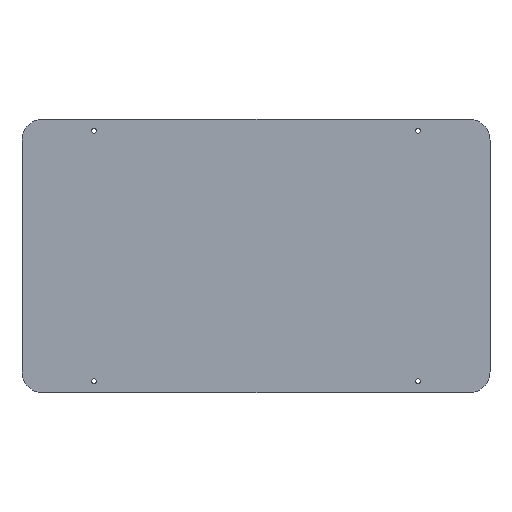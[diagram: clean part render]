
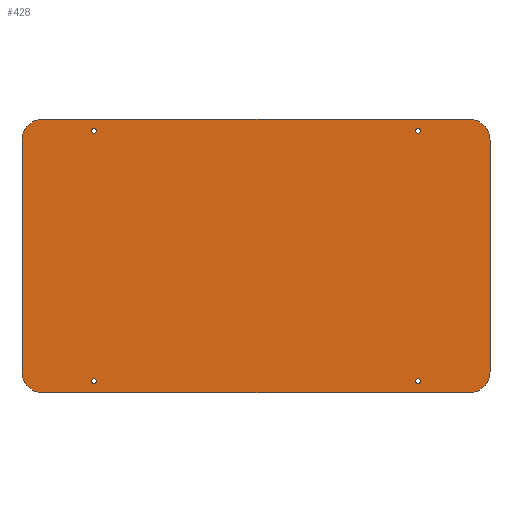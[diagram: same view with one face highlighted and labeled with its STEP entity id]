
A CAD part, front view. The second image highlights one B-rep face of the part: STEP entity #428.
In plain terms, the highlighted planar face has unit normal (0, -1, 0).
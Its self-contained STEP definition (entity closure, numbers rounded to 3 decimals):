
#25 = VERTEX_POINT ( 'NONE', #985 ) ;
#28 = VERTEX_POINT ( 'NONE', #980 ) ;
#29 = VERTEX_POINT ( 'NONE', #979 ) ;
#57 = VERTEX_POINT ( 'NONE', #959 ) ;
#59 = VERTEX_POINT ( 'NONE', #958 ) ;
#61 = VERTEX_POINT ( 'NONE', #957 ) ;
#63 = VERTEX_POINT ( 'NONE', #956 ) ;
#67 = VERTEX_POINT ( 'NONE', #952 ) ;
#69 = VERTEX_POINT ( 'NONE', #950 ) ;
#73 = VERTEX_POINT ( 'NONE', #946 ) ;
#75 = VERTEX_POINT ( 'NONE', #944 ) ;
#79 = VERTEX_POINT ( 'NONE', #940 ) ;
#80 = VERTEX_POINT ( 'NONE', #939 ) ;
#81 = VERTEX_POINT ( 'NONE', #938 ) ;
#82 = VERTEX_POINT ( 'NONE', #937 ) ;
#105 = ORIENTED_EDGE ( 'NONE', *, *, #463, .T. ) ;
#106 = ORIENTED_EDGE ( 'NONE', *, *, #445, .T. ) ;
#107 = ORIENTED_EDGE ( 'NONE', *, *, #465, .T. ) ;
#108 = ORIENTED_EDGE ( 'NONE', *, *, #988, .T. ) ;
#109 = ORIENTED_EDGE ( 'NONE', *, *, #466, .T. ) ;
#135 = ORIENTED_EDGE ( 'NONE', *, *, #464, .T. ) ;
#140 = ORIENTED_EDGE ( 'NONE', *, *, #460, .T. ) ;
#141 = ORIENTED_EDGE ( 'NONE', *, *, #603, .T. ) ;
#142 = ORIENTED_EDGE ( 'NONE', *, *, #579, .F. ) ;
#143 = ORIENTED_EDGE ( 'NONE', *, *, #467, .T. ) ;
#144 = ORIENTED_EDGE ( 'NONE', *, *, #600, .F. ) ;
#145 = ORIENTED_EDGE ( 'NONE', *, *, #468, .T. ) ;
#146 = ORIENTED_EDGE ( 'NONE', *, *, #591, .F. ) ;
#147 = ORIENTED_EDGE ( 'NONE', *, *, #470, .T. ) ;
#148 = ORIENTED_EDGE ( 'NONE', *, *, #576, .F. ) ;
#149 = ORIENTED_EDGE ( 'NONE', *, *, #469, .T. ) ;
#178 = VERTEX_POINT ( 'NONE', #932 ) ;
#188 = EDGE_LOOP ( 'NONE', ( #105, #106 ) ) ;
#197 = EDGE_LOOP ( 'NONE', ( #142, #143, #144, #145, #146, #147, #148, #149 ) ) ;
#200 = EDGE_LOOP ( 'NONE', ( #109, #141 ) ) ;
#224 = EDGE_LOOP ( 'NONE', ( #107, #108 ) ) ;
#225 = EDGE_LOOP ( 'NONE', ( #135, #140 ) ) ;
#281 = FACE_BOUND ( 'NONE', #225, .T. ) ;
#282 = FACE_BOUND ( 'NONE', #224, .T. ) ;
#283 = FACE_OUTER_BOUND ( 'NONE', #197, .T. ) ;
#284 = FACE_BOUND ( 'NONE', #200, .T. ) ;
#285 = FACE_BOUND ( 'NONE', #188, .T. ) ;
#323 = CIRCLE ( 'NONE', #535, 1.7 ) ;
#341 = CIRCLE ( 'NONE', #542, 1.7 ) ;
#342 = CIRCLE ( 'NONE', #543, 1.7 ) ;
#344 = CIRCLE ( 'NONE', #547, 1.7 ) ;
#346 = CIRCLE ( 'NONE', #544, 1.7 ) ;
#347 = CIRCLE ( 'NONE', #546, 1.7 ) ;
#348 = CIRCLE ( 'NONE', #548, 14.5 ) ;
#349 = CIRCLE ( 'NONE', #549, 14.5 ) ;
#351 = CIRCLE ( 'NONE', #550, 14.5 ) ;
#352 = CIRCLE ( 'NONE', #545, 14.5 ) ;
#353 = LINE ( 'NONE', #711, #355 ) ;
#355 = VECTOR ( 'NONE', #710, 1000. ) ;
#356 = LINE ( 'NONE', #701, #361 ) ;
#361 = VECTOR ( 'NONE', #697, 1000. ) ;
#377 = LINE ( 'NONE', #670, #380 ) ;
#380 = VECTOR ( 'NONE', #669, 1000. ) ;
#390 = CIRCLE ( 'NONE', #559, 1.7 ) ;
#392 = LINE ( 'NONE', #648, #395 ) ;
#395 = VECTOR ( 'NONE', #647, 1000. ) ;
#406 = CIRCLE ( 'NONE', #563, 1.7 ) ;
#428 = ADVANCED_FACE ( 'NONE', ( #281, #285, #282, #284, #283 ), #836, .F. ) ;
#445 = EDGE_CURVE ( 'NONE', #59, #63, #323, .T. ) ;
#460 = EDGE_CURVE ( 'NONE', #178, #57, #341, .T. ) ;
#463 = EDGE_CURVE ( 'NONE', #63, #59, #342, .T. ) ;
#464 = EDGE_CURVE ( 'NONE', #57, #178, #346, .T. ) ;
#465 = EDGE_CURVE ( 'NONE', #69, #61, #347, .T. ) ;
#466 = EDGE_CURVE ( 'NONE', #75, #67, #344, .T. ) ;
#467 = EDGE_CURVE ( 'NONE', #80, #29, #348, .T. ) ;
#468 = EDGE_CURVE ( 'NONE', #28, #25, #349, .T. ) ;
#469 = EDGE_CURVE ( 'NONE', #73, #81, #351, .T. ) ;
#470 = EDGE_CURVE ( 'NONE', #82, #79, #352, .T. ) ;
#504 = AXIS2_PLACEMENT_3D ( 'NONE', #828, #827, #826 ) ;
#535 = AXIS2_PLACEMENT_3D ( 'NONE', #762, #761, #760 ) ;
#542 = AXIS2_PLACEMENT_3D ( 'NONE', #735, #734, #733 ) ;
#543 = AXIS2_PLACEMENT_3D ( 'NONE', #729, #728, #727 ) ;
#544 = AXIS2_PLACEMENT_3D ( 'NONE', #726, #725, #724 ) ;
#545 = AXIS2_PLACEMENT_3D ( 'NONE', #704, #703, #702 ) ;
#546 = AXIS2_PLACEMENT_3D ( 'NONE', #723, #722, #721 ) ;
#547 = AXIS2_PLACEMENT_3D ( 'NONE', #720, #719, #718 ) ;
#548 = AXIS2_PLACEMENT_3D ( 'NONE', #717, #716, #715 ) ;
#549 = AXIS2_PLACEMENT_3D ( 'NONE', #714, #713, #712 ) ;
#550 = AXIS2_PLACEMENT_3D ( 'NONE', #709, #708, #707 ) ;
#559 = AXIS2_PLACEMENT_3D ( 'NONE', #639, #638, #637 ) ;
#563 = AXIS2_PLACEMENT_3D ( 'NONE', #626, #625, #624 ) ;
#576 = EDGE_CURVE ( 'NONE', #73, #79, #353, .T. ) ;
#579 = EDGE_CURVE ( 'NONE', #80, #81, #356, .T. ) ;
#591 = EDGE_CURVE ( 'NONE', #82, #25, #377, .T. ) ;
#600 = EDGE_CURVE ( 'NONE', #28, #29, #392, .T. ) ;
#603 = EDGE_CURVE ( 'NONE', #67, #75, #390, .T. ) ;
#624 = DIRECTION ( 'NONE',  ( 0., 0., 1. ) ) ;
#625 = DIRECTION ( 'NONE',  ( 0., 1., 0. ) ) ;
#626 = CARTESIAN_POINT ( 'NONE',  ( 112.5, 0., 87. ) ) ;
#637 = DIRECTION ( 'NONE',  ( 0., 0., 1. ) ) ;
#638 = DIRECTION ( 'NONE',  ( 0., 1., 0. ) ) ;
#639 = CARTESIAN_POINT ( 'NONE',  ( 112.5, 0., -87. ) ) ;
#647 = DIRECTION ( 'NONE',  ( -1., 0., 0. ) ) ;
#648 = CARTESIAN_POINT ( 'NONE',  ( -162.5, 0., -95. ) ) ;
#669 = DIRECTION ( 'NONE',  ( 0., 0., -1. ) ) ;
#670 = CARTESIAN_POINT ( 'NONE',  ( 162.5, 0., -95. ) ) ;
#697 = DIRECTION ( 'NONE',  ( 0., 0., 1. ) ) ;
#701 = CARTESIAN_POINT ( 'NONE',  ( -162.5, 0., -95. ) ) ;
#702 = DIRECTION ( 'NONE',  ( 0., 0., 1. ) ) ;
#703 = DIRECTION ( 'NONE',  ( 0., -1., 0. ) ) ;
#704 = CARTESIAN_POINT ( 'NONE',  ( 148., 0., 80.5 ) ) ;
#707 = DIRECTION ( 'NONE',  ( 0., 0., 1. ) ) ;
#708 = DIRECTION ( 'NONE',  ( 0., -1., 0. ) ) ;
#709 = CARTESIAN_POINT ( 'NONE',  ( -148., 0., 80.5 ) ) ;
#710 = DIRECTION ( 'NONE',  ( 1., 0., 0. ) ) ;
#711 = CARTESIAN_POINT ( 'NONE',  ( -162.5, 0., 95. ) ) ;
#712 = DIRECTION ( 'NONE',  ( 0., 0., 1. ) ) ;
#713 = DIRECTION ( 'NONE',  ( 0., -1., 0. ) ) ;
#714 = CARTESIAN_POINT ( 'NONE',  ( 148., 0., -80.5 ) ) ;
#715 = DIRECTION ( 'NONE',  ( 0., 0., 1. ) ) ;
#716 = DIRECTION ( 'NONE',  ( 0., -1., 0. ) ) ;
#717 = CARTESIAN_POINT ( 'NONE',  ( -148., 0., -80.5 ) ) ;
#718 = DIRECTION ( 'NONE',  ( 0., 0., 1. ) ) ;
#719 = DIRECTION ( 'NONE',  ( 0., 1., 0. ) ) ;
#720 = CARTESIAN_POINT ( 'NONE',  ( 112.5, 0., -87. ) ) ;
#721 = DIRECTION ( 'NONE',  ( 0., 0., 1. ) ) ;
#722 = DIRECTION ( 'NONE',  ( 0., 1., 0. ) ) ;
#723 = CARTESIAN_POINT ( 'NONE',  ( 112.5, 0., 87. ) ) ;
#724 = DIRECTION ( 'NONE',  ( 0., 0., 1. ) ) ;
#725 = DIRECTION ( 'NONE',  ( 0., 1., 0. ) ) ;
#726 = CARTESIAN_POINT ( 'NONE',  ( -112.5, 0., -87. ) ) ;
#727 = DIRECTION ( 'NONE',  ( 0., 0., 1. ) ) ;
#728 = DIRECTION ( 'NONE',  ( 0., 1., 0. ) ) ;
#729 = CARTESIAN_POINT ( 'NONE',  ( -112.5, 0., 87. ) ) ;
#733 = DIRECTION ( 'NONE',  ( 0., 0., 1. ) ) ;
#734 = DIRECTION ( 'NONE',  ( 0., 1., 0. ) ) ;
#735 = CARTESIAN_POINT ( 'NONE',  ( -112.5, 0., -87. ) ) ;
#760 = DIRECTION ( 'NONE',  ( 0., 0., 1. ) ) ;
#761 = DIRECTION ( 'NONE',  ( 0., 1., 0. ) ) ;
#762 = CARTESIAN_POINT ( 'NONE',  ( -112.5, 0., 87. ) ) ;
#826 = DIRECTION ( 'NONE',  ( 0., 0., 1. ) ) ;
#827 = DIRECTION ( 'NONE',  ( 0., 1., 0. ) ) ;
#828 = CARTESIAN_POINT ( 'NONE',  ( -162.5, 0., 95. ) ) ;
#836 = PLANE ( 'NONE',  #504 ) ;
#932 = CARTESIAN_POINT ( 'NONE',  ( -112.5, 0., -88.7 ) ) ;
#937 = CARTESIAN_POINT ( 'NONE',  ( 162.5, 0., 80.5 ) ) ;
#938 = CARTESIAN_POINT ( 'NONE',  ( -162.5, 0., 80.5 ) ) ;
#939 = CARTESIAN_POINT ( 'NONE',  ( -162.5, 0., -80.5 ) ) ;
#940 = CARTESIAN_POINT ( 'NONE',  ( 148., 0., 95. ) ) ;
#944 = CARTESIAN_POINT ( 'NONE',  ( 112.5, 0., -85.3 ) ) ;
#946 = CARTESIAN_POINT ( 'NONE',  ( -148., 0., 95. ) ) ;
#950 = CARTESIAN_POINT ( 'NONE',  ( 112.5, 0., 88.7 ) ) ;
#952 = CARTESIAN_POINT ( 'NONE',  ( 112.5, 0., -88.7 ) ) ;
#956 = CARTESIAN_POINT ( 'NONE',  ( -112.5, 0., 88.7 ) ) ;
#957 = CARTESIAN_POINT ( 'NONE',  ( 112.5, 0., 85.3 ) ) ;
#958 = CARTESIAN_POINT ( 'NONE',  ( -112.5, 0., 85.3 ) ) ;
#959 = CARTESIAN_POINT ( 'NONE',  ( -112.5, 0., -85.3 ) ) ;
#979 = CARTESIAN_POINT ( 'NONE',  ( -148., 0., -95. ) ) ;
#980 = CARTESIAN_POINT ( 'NONE',  ( 148., 0., -95. ) ) ;
#985 = CARTESIAN_POINT ( 'NONE',  ( 162.5, 0., -80.5 ) ) ;
#988 = EDGE_CURVE ( 'NONE', #61, #69, #406, .T. ) ;
